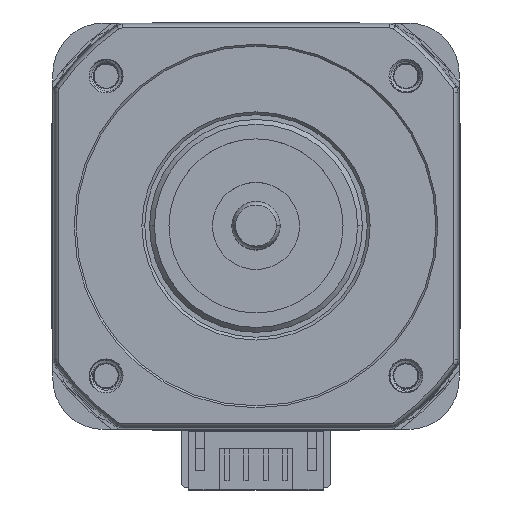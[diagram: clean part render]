
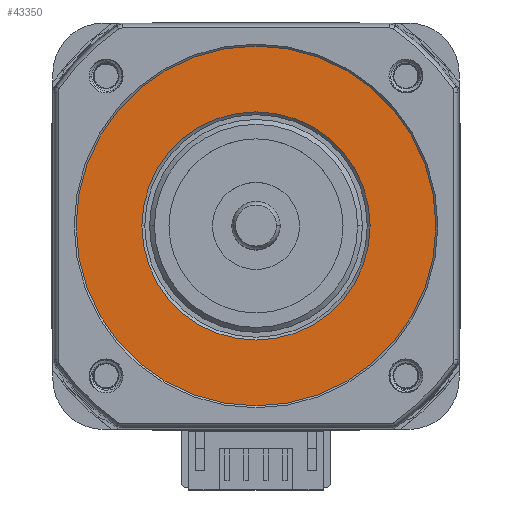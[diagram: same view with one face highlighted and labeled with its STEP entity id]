
A CAD part, top view. The second image highlights one B-rep face of the part: STEP entity #43350.
In plain terms, the highlighted planar face has unit normal (0, 0, 1).
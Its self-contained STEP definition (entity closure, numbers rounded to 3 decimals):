
#15890=CARTESIAN_POINT('',(18.6,0.,-0.2
));
#15900=VERTEX_POINT('',#15890);
#16080=CARTESIAN_POINT('',(-18.6,0.,-0.2)
);
#16090=VERTEX_POINT('',#16080);
#16120=CARTESIAN_POINT('',(0.,0.,
-0.2));
#16130=DIRECTION('',(0.,0.,1.));
#16140=DIRECTION('',(1.,0.,0.));
#16150=AXIS2_PLACEMENT_3D('',#16120,#16130,#16140);
#16160=CIRCLE('',#16150,18.6);
#16170=EDGE_CURVE('',#16090,#15900,#16160,.T.);
#16330=CARTESIAN_POINT('',(11.8,0.,-0.2)
);
#16340=VERTEX_POINT('',#16330);
#16500=CARTESIAN_POINT('',(-11.8,0.,-0.2));
#16510=VERTEX_POINT('',#16500);
#16540=CARTESIAN_POINT('',(0.,0.,
-0.2));
#16550=DIRECTION('',(-0.,-0.,-1.));
#16560=DIRECTION('',(1.,0.,0.));
#16570=AXIS2_PLACEMENT_3D('',#16540,#16550,#16560);
#16580=CIRCLE('',#16570,11.8);
#16590=EDGE_CURVE('',#16510,#16340,#16580,.T.);
#43200=CARTESIAN_POINT('',(-44.64,0.,-0.2));
#43210=DIRECTION('',(0.,0.,1.));
#43220=DIRECTION('',(1.,0.,-0.));
#43230=AXIS2_PLACEMENT_3D('',#43200,#43210,#43220);
#43240=PLANE('',#43230);
#43250=EDGE_CURVE('',#15900,#16090,#16160,.T.);
#43260=ORIENTED_EDGE('',*,*,#43250,.T.);
#43270=ORIENTED_EDGE('',*,*,#16170,.T.);
#43280=EDGE_LOOP('',(#43270,#43260));
#43290=FACE_OUTER_BOUND('',#43280,.T.);
#43300=EDGE_CURVE('',#16340,#16510,#16580,.T.);
#43310=ORIENTED_EDGE('',*,*,#43300,.T.);
#43320=ORIENTED_EDGE('',*,*,#16590,.T.);
#43330=EDGE_LOOP('',(#43320,#43310));
#43340=FACE_BOUND('',#43330,.T.);
#43350=ADVANCED_FACE('',(#43290,#43340),#43240,.T.);
